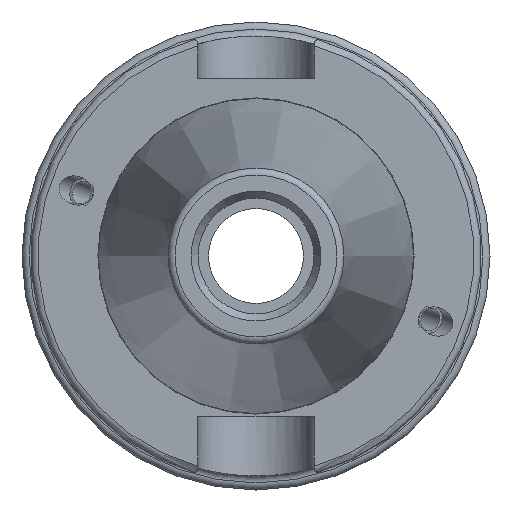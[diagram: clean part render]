
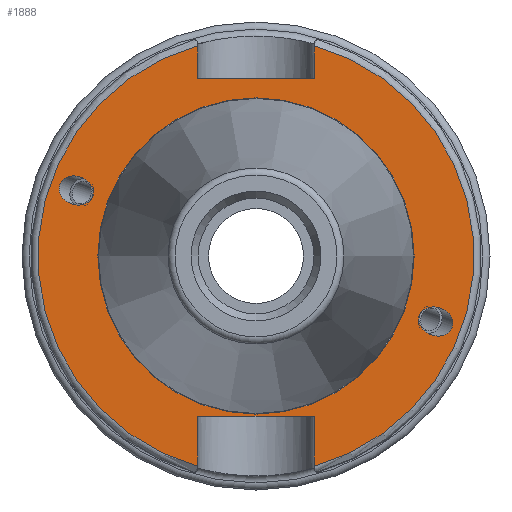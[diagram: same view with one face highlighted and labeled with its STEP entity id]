
A CAD part, left-side view. The second image highlights one B-rep face of the part: STEP entity #1888.
In plain terms, the highlighted planar face has unit normal (-1, 0, 0).
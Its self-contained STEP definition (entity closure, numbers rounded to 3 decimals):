
#23=ELLIPSE('',#2092,2.442,2.);
#32=ELLIPSE('',#2135,2.442,2.);
#94=FACE_BOUND('',#558,.T.);
#95=FACE_BOUND('',#559,.T.);
#96=FACE_BOUND('',#560,.T.);
#115=PLANE('',#2141);
#170=LINE('',#3086,#263);
#179=LINE('',#3157,#272);
#219=LINE('',#3584,#312);
#220=LINE('',#3586,#313);
#221=LINE('',#3589,#314);
#222=LINE('',#3590,#315);
#263=VECTOR('',#2424,10.);
#272=VECTOR('',#2441,10.);
#312=VECTOR('',#2665,10.);
#313=VECTOR('',#2666,10.);
#314=VECTOR('',#2669,10.);
#315=VECTOR('',#2670,10.);
#442=FACE_OUTER_BOUND('',#557,.T.);
#557=EDGE_LOOP('',(#1618,#1619,#1620,#1621,#1622,#1623,#1624,#1625));
#558=EDGE_LOOP('',(#1626));
#559=EDGE_LOOP('',(#1627));
#560=EDGE_LOOP('',(#1628));
#702=CIRCLE('',#2139,22.3);
#704=CIRCLE('',#2142,30.75);
#705=CIRCLE('',#2143,30.75);
#797=VERTEX_POINT('',#3083);
#798=VERTEX_POINT('',#3085);
#812=VERTEX_POINT('',#3154);
#813=VERTEX_POINT('',#3156);
#855=VERTEX_POINT('',#3404);
#889=VERTEX_POINT('',#3569);
#892=VERTEX_POINT('',#3576);
#893=VERTEX_POINT('',#3581);
#894=VERTEX_POINT('',#3583);
#895=VERTEX_POINT('',#3585);
#896=VERTEX_POINT('',#3588);
#1021=EDGE_CURVE('',#798,#797,#170,.T.);
#1039=EDGE_CURVE('',#813,#812,#179,.T.);
#1097=EDGE_CURVE('',#855,#855,#23,.T.);
#1149=EDGE_CURVE('',#889,#889,#32,.T.);
#1152=EDGE_CURVE('',#892,#892,#702,.T.);
#1154=EDGE_CURVE('',#813,#893,#704,.T.);
#1155=EDGE_CURVE('',#812,#894,#219,.T.);
#1156=EDGE_CURVE('',#894,#895,#220,.T.);
#1157=EDGE_CURVE('',#798,#895,#705,.T.);
#1158=EDGE_CURVE('',#797,#896,#221,.T.);
#1159=EDGE_CURVE('',#896,#893,#222,.T.);
#1618=ORIENTED_EDGE('',*,*,#1154,.F.);
#1619=ORIENTED_EDGE('',*,*,#1039,.T.);
#1620=ORIENTED_EDGE('',*,*,#1155,.T.);
#1621=ORIENTED_EDGE('',*,*,#1156,.T.);
#1622=ORIENTED_EDGE('',*,*,#1157,.F.);
#1623=ORIENTED_EDGE('',*,*,#1021,.T.);
#1624=ORIENTED_EDGE('',*,*,#1158,.T.);
#1625=ORIENTED_EDGE('',*,*,#1159,.T.);
#1626=ORIENTED_EDGE('',*,*,#1097,.T.);
#1627=ORIENTED_EDGE('',*,*,#1149,.T.);
#1628=ORIENTED_EDGE('',*,*,#1152,.F.);
#1888=ADVANCED_FACE('',(#442,#94,#95,#96),#115,.T.);
#2092=AXIS2_PLACEMENT_3D('',#3406,#2546,#2547);
#2135=AXIS2_PLACEMENT_3D('',#3571,#2649,#2650);
#2139=AXIS2_PLACEMENT_3D('',#3578,#2657,#2658);
#2141=AXIS2_PLACEMENT_3D('',#3580,#2661,#2662);
#2142=AXIS2_PLACEMENT_3D('',#3582,#2663,#2664);
#2143=AXIS2_PLACEMENT_3D('',#3587,#2667,#2668);
#2424=DIRECTION('',(0.,0.,1.));
#2441=DIRECTION('',(0.,0.,-1.));
#2546=DIRECTION('center_axis',(1.,0.,0.));
#2547=DIRECTION('ref_axis',(0.,-0.94,-0.342));
#2649=DIRECTION('center_axis',(1.,0.,0.));
#2650=DIRECTION('ref_axis',(0.,0.94,0.342));
#2657=DIRECTION('center_axis',(-1.,0.,0.));
#2658=DIRECTION('ref_axis',(0.,-1.,0.));
#2661=DIRECTION('center_axis',(-1.,0.,0.));
#2662=DIRECTION('ref_axis',(0.,0.,1.));
#2663=DIRECTION('center_axis',(1.,0.,0.));
#2664=DIRECTION('ref_axis',(0.,-1.,0.));
#2665=DIRECTION('',(0.,1.,0.));
#2666=DIRECTION('',(0.,0.,1.));
#2667=DIRECTION('center_axis',(1.,0.,0.));
#2668=DIRECTION('ref_axis',(0.,1.,0.));
#2669=DIRECTION('',(0.,-1.,0.));
#2670=DIRECTION('',(0.,0.,-1.));
#3083=CARTESIAN_POINT('',(3.175,8.19,-22.6));
#3085=CARTESIAN_POINT('',(3.175,8.19,-29.639));
#3086=CARTESIAN_POINT('',(3.175,8.19,-11.3));
#3154=CARTESIAN_POINT('',(3.175,-8.19,25.));
#3156=CARTESIAN_POINT('',(3.175,-8.19,29.639));
#3157=CARTESIAN_POINT('',(3.175,-8.19,12.5));
#3404=CARTESIAN_POINT('',(3.175,-23.077,-8.399));
#3406=CARTESIAN_POINT('Origin',(3.175,-25.372,-9.235));
#3569=CARTESIAN_POINT('',(3.175,23.077,8.399));
#3571=CARTESIAN_POINT('Origin',(3.175,25.372,9.235));
#3576=CARTESIAN_POINT('',(3.175,0.,22.3));
#3578=CARTESIAN_POINT('Origin',(3.175,0.,0.));
#3580=CARTESIAN_POINT('Origin',(3.175,31.75,0.));
#3581=CARTESIAN_POINT('',(3.175,-8.19,-29.639));
#3582=CARTESIAN_POINT('Origin',(3.175,0.,0.));
#3583=CARTESIAN_POINT('',(3.175,8.19,25.));
#3584=CARTESIAN_POINT('',(3.175,15.875,25.));
#3585=CARTESIAN_POINT('',(3.175,8.19,29.639));
#3586=CARTESIAN_POINT('',(3.175,8.19,12.5));
#3587=CARTESIAN_POINT('Origin',(3.175,0.,0.));
#3588=CARTESIAN_POINT('',(3.175,-8.19,-22.6));
#3589=CARTESIAN_POINT('',(3.175,15.875,-22.6));
#3590=CARTESIAN_POINT('',(3.175,-8.19,-11.3));
